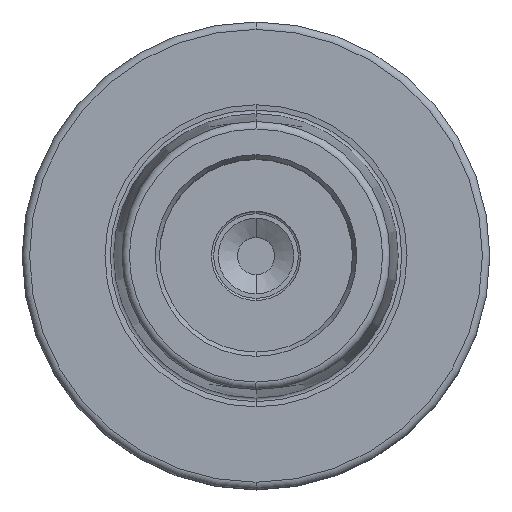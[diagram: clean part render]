
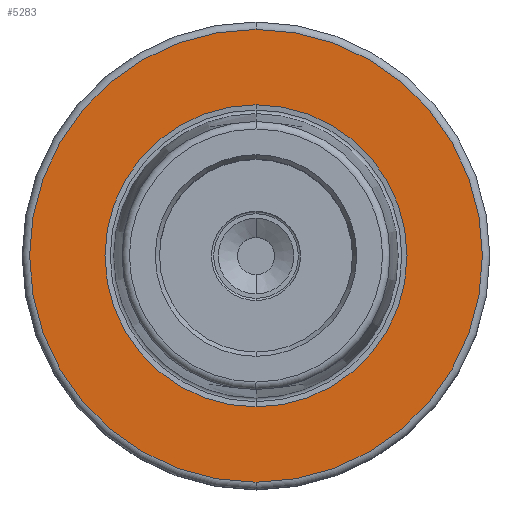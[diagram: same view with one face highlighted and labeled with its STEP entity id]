
A CAD part, top view. The second image highlights one B-rep face of the part: STEP entity #5283.
In plain terms, the highlighted planar face has unit normal (0, 0, 1).
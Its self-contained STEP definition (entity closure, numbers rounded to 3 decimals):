
#1104=CARTESIAN_POINT('',(0,0,26));
#1105=DIRECTION('',(0,0,1));
#1106=DIRECTION('',(0,1,0));
#1107=AXIS2_PLACEMENT_3D('',#1104,#1105,#1106);
#1109=CARTESIAN_POINT('',(0,0,26));
#1110=DIRECTION('',(0,0,1));
#1111=DIRECTION('',(0,-1,0));
#1112=AXIS2_PLACEMENT_3D('',#1109,#1110,#1111);
#1122=CARTESIAN_POINT('',(0,0,26));
#1123=DIRECTION('',(0,0,1));
#1124=DIRECTION('',(0,1,0));
#1125=AXIS2_PLACEMENT_3D('',#1122,#1123,#1124);
#1127=CARTESIAN_POINT('',(0,0,26));
#1128=DIRECTION('',(0,0,-1));
#1129=DIRECTION('',(0,1,0));
#1130=AXIS2_PLACEMENT_3D('',#1127,#1128,#1129);
#3331=CARTESIAN_POINT('',(0,20.344,26));
#3333=VERTEX_POINT('',#3331);
#3361=CARTESIAN_POINT('',(0,-20.344,26));
#3363=VERTEX_POINT('',#3361);
#3407=CARTESIAN_POINT('',(0,30.5,26));
#3408=CARTESIAN_POINT('',(0,-30.5,26));
#3409=VERTEX_POINT('',#3407);
#3410=VERTEX_POINT('',#3408);
#5267=CARTESIAN_POINT('',(0,0,26));
#5268=DIRECTION('',(0,0,-1));
#5269=DIRECTION('',(0,-1,0));
#5270=AXIS2_PLACEMENT_3D('',#5267,#5268,#5269);
#5271=PLANE('',#5270);
#5273=ORIENTED_EDGE('',*,*,#5272,.F.);
#5274=ORIENTED_EDGE('',*,*,#5257,.F.);
#5275=EDGE_LOOP('',(#5273,#5274));
#5276=FACE_OUTER_BOUND('',#5275,.F.);
#5278=ORIENTED_EDGE('',*,*,#5277,.T.);
#5280=ORIENTED_EDGE('',*,*,#5279,.F.);
#5281=EDGE_LOOP('',(#5278,#5280));
#5282=FACE_BOUND('',#5281,.F.);
#5283=ADVANCED_FACE('',(#5276,#5282),#5271,.F.);
#1108=CIRCLE('',#1107,30.5);
#1113=CIRCLE('',#1112,30.5);
#1126=CIRCLE('',#1125,20.344);
#1131=CIRCLE('',#1130,20.344);
#5257=EDGE_CURVE('',#3410,#3409,#1113,.T.);
#5272=EDGE_CURVE('',#3409,#3410,#1108,.T.);
#5277=EDGE_CURVE('',#3333,#3363,#1126,.T.);
#5279=EDGE_CURVE('',#3333,#3363,#1131,.T.);
